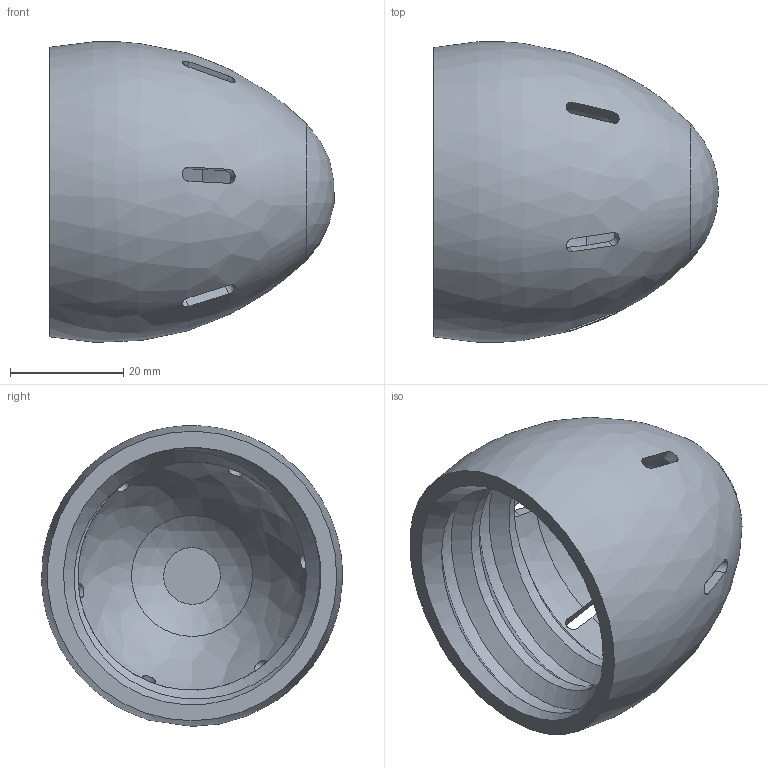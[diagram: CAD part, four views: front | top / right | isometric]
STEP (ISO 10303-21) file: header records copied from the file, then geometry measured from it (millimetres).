
FILE_DESCRIPTION(/* description */ (''),/* implementation_level */ '2;1');
FILE_NAME(/* name */ 'SmartEgg Shell Top.stp',/* time_stamp */ '2020-01-13T12:34:45-08:00',/* author */ ('Andrew'),/* organization */ (''),/* preprocessor_version */ 'ST-DEVELOPER v18',/* originating_system */ 'Autodesk Inventor 2020',/* authorisation */ '');
FILE_SCHEMA (('AUTOMOTIVE_DESIGN { 1 0 10303 214 3 1 1 }'));
Length unit declared in the file: millimetre
Products named in the file (1): SmartEgg Shell Top
Bounding box: 50.17 x 53.03 x 53.02 mm (x, y, z)
Volume: 21860.6 mm3; surface area: 14916.7 mm2
Topology: 1 solids, 1 shells, 43 faces, 137 edges, 92 vertices
Faces by surface type: cylinder 18, plane 15, bspline 7, sphere 2, cone 1
Full cylindrical faces by diameter (mm): 40.251 x1, 45.251 x2
Entity records: 3260 total; most frequent: CARTESIAN_POINT 2148, ORIENTED_EDGE 274, DIRECTION 151, EDGE_CURVE 137, VERTEX_POINT 92, B_SPLINE_CURVE_WITH_KNOTS 83, AXIS2_PLACEMENT_3D 60, EDGE_LOOP 51
